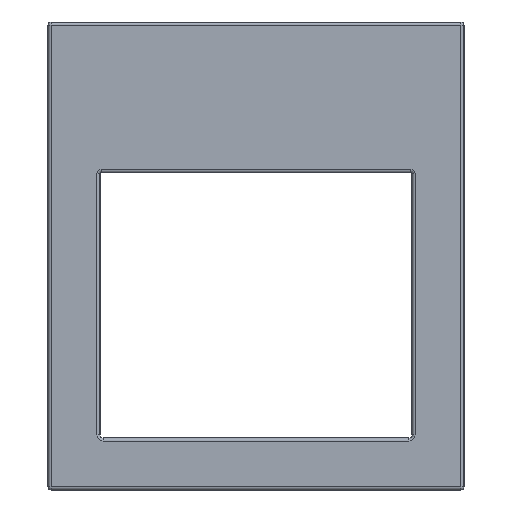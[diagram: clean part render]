
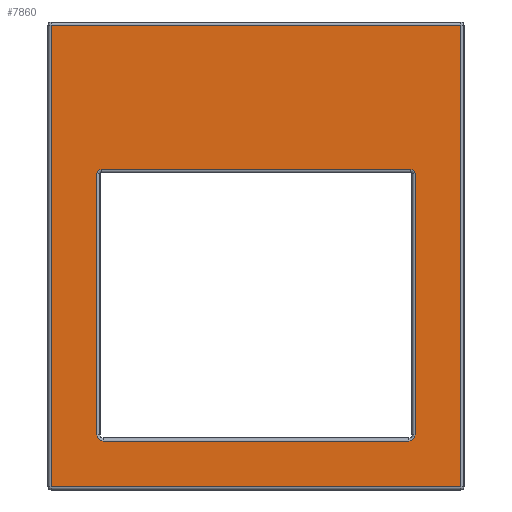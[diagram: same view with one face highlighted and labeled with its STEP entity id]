
A CAD part, front view. The second image highlights one B-rep face of the part: STEP entity #7860.
In plain terms, the highlighted planar face has unit normal (0, -1, 0).
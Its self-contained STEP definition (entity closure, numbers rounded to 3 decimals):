
#42=FACE_BOUND('',#1736,.T.);
#633=CIRCLE('',#8625,6.);
#634=CIRCLE('',#8626,4.);
#635=CIRCLE('',#8627,4.);
#636=CIRCLE('',#8628,6.);
#1297=FACE_OUTER_BOUND('',#1735,.T.);
#1735=EDGE_LOOP('',(#6509,#6510,#6511,#6512));
#1736=EDGE_LOOP('',(#6513,#6514,#6515,#6516,#6517,#6518,#6519,#6520));
#2286=LINE('',#14602,#2818);
#2287=LINE('',#14604,#2819);
#2288=LINE('',#14606,#2820);
#2289=LINE('',#14607,#2821);
#2290=LINE('',#14612,#2822);
#2291=LINE('',#14616,#2823);
#2292=LINE('',#14620,#2824);
#2293=LINE('',#14623,#2825);
#2818=VECTOR('',#10550,10.);
#2819=VECTOR('',#10551,10.);
#2820=VECTOR('',#10552,10.);
#2821=VECTOR('',#10553,10.);
#2822=VECTOR('',#10556,10.);
#2823=VECTOR('',#10559,10.);
#2824=VECTOR('',#10562,10.);
#2825=VECTOR('',#10565,10.);
#3486=VERTEX_POINT('',#14600);
#3487=VERTEX_POINT('',#14601);
#3488=VERTEX_POINT('',#14603);
#3489=VERTEX_POINT('',#14605);
#3490=VERTEX_POINT('',#14608);
#3491=VERTEX_POINT('',#14609);
#3492=VERTEX_POINT('',#14611);
#3493=VERTEX_POINT('',#14613);
#3494=VERTEX_POINT('',#14615);
#3495=VERTEX_POINT('',#14617);
#3496=VERTEX_POINT('',#14619);
#3497=VERTEX_POINT('',#14621);
#4518=EDGE_CURVE('',#3486,#3487,#2286,.T.);
#4519=EDGE_CURVE('',#3488,#3486,#2287,.T.);
#4520=EDGE_CURVE('',#3489,#3488,#2288,.T.);
#4521=EDGE_CURVE('',#3487,#3489,#2289,.T.);
#4522=EDGE_CURVE('',#3490,#3491,#633,.T.);
#4523=EDGE_CURVE('',#3492,#3490,#2290,.T.);
#4524=EDGE_CURVE('',#3493,#3492,#634,.T.);
#4525=EDGE_CURVE('',#3494,#3493,#2291,.T.);
#4526=EDGE_CURVE('',#3495,#3494,#635,.T.);
#4527=EDGE_CURVE('',#3496,#3495,#2292,.T.);
#4528=EDGE_CURVE('',#3497,#3496,#636,.T.);
#4529=EDGE_CURVE('',#3491,#3497,#2293,.T.);
#6509=ORIENTED_EDGE('',*,*,#4518,.F.);
#6510=ORIENTED_EDGE('',*,*,#4519,.F.);
#6511=ORIENTED_EDGE('',*,*,#4520,.F.);
#6512=ORIENTED_EDGE('',*,*,#4521,.F.);
#6513=ORIENTED_EDGE('',*,*,#4522,.F.);
#6514=ORIENTED_EDGE('',*,*,#4523,.F.);
#6515=ORIENTED_EDGE('',*,*,#4524,.F.);
#6516=ORIENTED_EDGE('',*,*,#4525,.F.);
#6517=ORIENTED_EDGE('',*,*,#4526,.F.);
#6518=ORIENTED_EDGE('',*,*,#4527,.F.);
#6519=ORIENTED_EDGE('',*,*,#4528,.F.);
#6520=ORIENTED_EDGE('',*,*,#4529,.F.);
#7086=PLANE('',#8624);
#7860=ADVANCED_FACE('',(#1297,#42),#7086,.T.);
#8624=AXIS2_PLACEMENT_3D('',#14599,#10548,#10549);
#8625=AXIS2_PLACEMENT_3D('',#14610,#10554,#10555);
#8626=AXIS2_PLACEMENT_3D('',#14614,#10557,#10558);
#8627=AXIS2_PLACEMENT_3D('',#14618,#10560,#10561);
#8628=AXIS2_PLACEMENT_3D('',#14622,#10563,#10564);
#10548=DIRECTION('center_axis',(0.,-1.,0.));
#10549=DIRECTION('ref_axis',(-1.,0.,0.));
#10550=DIRECTION('',(0.,0.,1.));
#10551=DIRECTION('',(-1.,0.,0.));
#10552=DIRECTION('',(0.,0.,-1.));
#10553=DIRECTION('',(1.,0.,0.));
#10554=DIRECTION('center_axis',(0.,-1.,0.));
#10555=DIRECTION('ref_axis',(-0.707,0.,-0.707));
#10556=DIRECTION('',(0.,0.,-1.));
#10557=DIRECTION('center_axis',(0.,-1.,0.));
#10558=DIRECTION('ref_axis',(-0.707,0.,0.707));
#10559=DIRECTION('',(-1.,0.,0.));
#10560=DIRECTION('center_axis',(0.,-1.,0.));
#10561=DIRECTION('ref_axis',(0.707,0.,0.707));
#10562=DIRECTION('',(0.,0.,1.));
#10563=DIRECTION('center_axis',(0.,-1.,0.));
#10564=DIRECTION('ref_axis',(0.707,0.,-0.707));
#10565=DIRECTION('',(1.,0.,0.));
#14599=CARTESIAN_POINT('Origin',(204.155,38.508,284.997));
#14600=CARTESIAN_POINT('',(7.155,38.508,62.997));
#14601=CARTESIAN_POINT('',(7.155,38.508,506.997));
#14602=CARTESIAN_POINT('',(7.155,38.508,172.497));
#14603=CARTESIAN_POINT('',(401.155,38.508,62.997));
#14604=CARTESIAN_POINT('',(304.155,38.508,62.997));
#14605=CARTESIAN_POINT('',(401.155,38.508,506.997));
#14606=CARTESIAN_POINT('',(401.155,38.508,397.497));
#14607=CARTESIAN_POINT('',(104.155,38.508,506.997));
#14608=CARTESIAN_POINT('',(51.155,38.508,112.997));
#14609=CARTESIAN_POINT('',(57.155,38.508,106.997));
#14610=CARTESIAN_POINT('Origin',(57.155,38.508,112.997));
#14611=CARTESIAN_POINT('',(51.155,38.508,363.997));
#14612=CARTESIAN_POINT('',(51.155,38.508,324.997));
#14613=CARTESIAN_POINT('',(55.155,38.508,367.997));
#14614=CARTESIAN_POINT('Origin',(55.155,38.508,363.997));
#14615=CARTESIAN_POINT('',(353.155,38.508,367.997));
#14616=CARTESIAN_POINT('',(279.155,38.508,367.997));
#14617=CARTESIAN_POINT('',(357.155,38.508,363.997));
#14618=CARTESIAN_POINT('Origin',(353.155,38.508,363.997));
#14619=CARTESIAN_POINT('',(357.155,38.508,112.997));
#14620=CARTESIAN_POINT('',(357.155,38.508,197.497));
#14621=CARTESIAN_POINT('',(351.155,38.508,106.997));
#14622=CARTESIAN_POINT('Origin',(351.155,38.508,112.997));
#14623=CARTESIAN_POINT('',(129.155,38.508,106.997));
